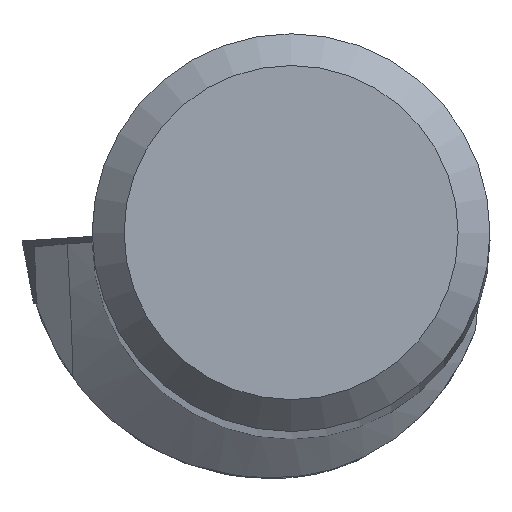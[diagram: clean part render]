
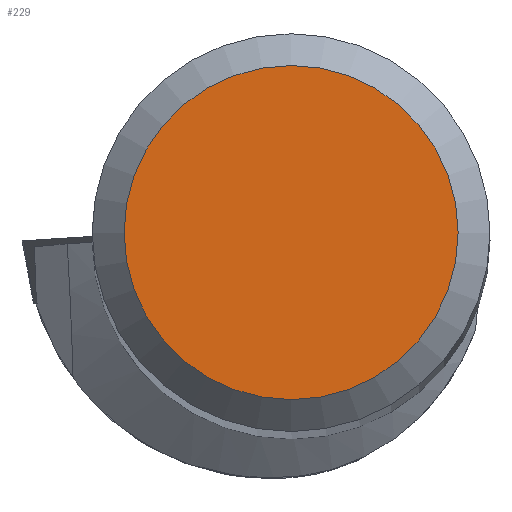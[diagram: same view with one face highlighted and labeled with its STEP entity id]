
A CAD part, top view. The second image highlights one B-rep face of the part: STEP entity #229.
In plain terms, the highlighted planar face has unit normal (0, 0, 1).
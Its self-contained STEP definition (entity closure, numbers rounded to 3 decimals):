
#180=FACE_OUTER_BOUND('',#439,.T.);
#229=ADVANCED_FACE('',(#180),#267,.T.);
#267=PLANE('',#1099);
#439=EDGE_LOOP('',(#613));
#613=ORIENTED_EDGE('',*,*,#897,.T.);
#790=VERTEX_POINT('',#1763);
#897=EDGE_CURVE('',#790,#790,#951,.T.);
#951=CIRCLE('',#1098,10.491);
#1098=AXIS2_PLACEMENT_3D('',#1762,#1328,#1329);
#1099=AXIS2_PLACEMENT_3D('',#1764,#1330,#1331);
#1328=DIRECTION('',(0.,0.,1.));
#1329=DIRECTION('',(1.,0.,0.));
#1330=DIRECTION('',(0.,0.,1.));
#1331=DIRECTION('',(1.,0.,0.));
#1762=CARTESIAN_POINT('',(0.,0.,0.));
#1763=CARTESIAN_POINT('',(10.491,0.,0.));
#1764=CARTESIAN_POINT('',(0.,0.,0.));
